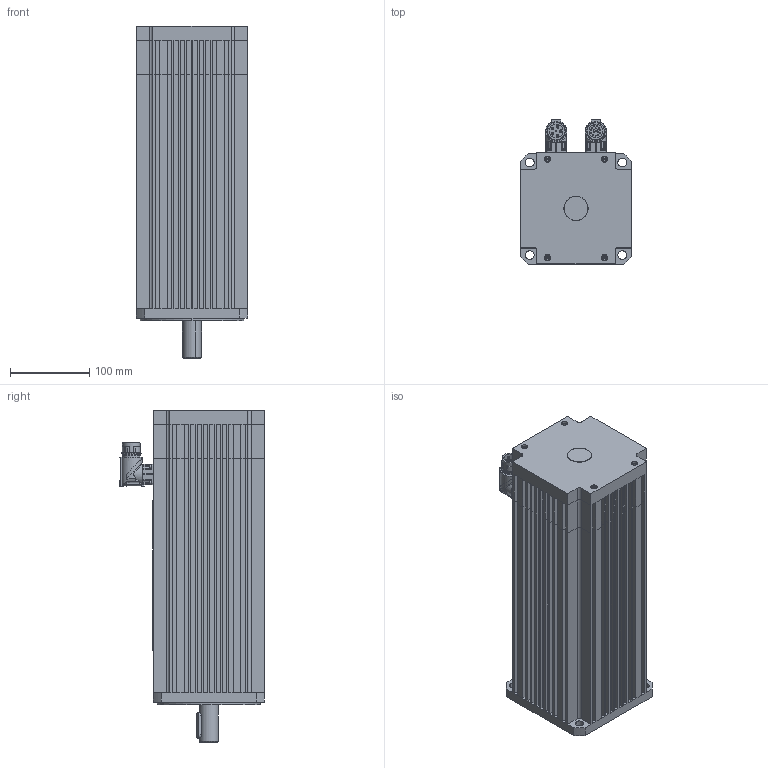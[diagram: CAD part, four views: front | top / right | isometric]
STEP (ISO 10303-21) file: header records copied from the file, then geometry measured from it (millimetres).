
FILE_DESCRIPTION((''),'2;1');
FILE_NAME('FP-3314 + Enc. Heiden. ECN-EQN 1100.stp','2012-09-14T09:53:39',('arodrigo'),(''),'Autodesk Inventor 9','Autodesk Inventor 9','');
FILE_SCHEMA(('AUTOMOTIVE_DESIGN { 1 0 10303 214 1 1 1 1 }'));
Length unit declared in the file: millimetre
Products named in the file (1): Pieza1
Bounding box: 140 x 182.15 x 418.4 mm (x, y, z)
Volume: 1061.6 mm3; surface area: 608643.2 mm2
Topology: 27 solids, 28 shells, 1644 faces, 4206 edges, 2548 vertices
Faces by surface type: plane 770, cylinder 482, bspline 158, cone 106, torus 66, sphere 62
Entity records: 50561 total; most frequent: CARTESIAN_POINT 11852, DIRECTION 8183, ORIENTED_EDGE 8040, EDGE_CURVE 4020, AXIS2_PLACEMENT_3D 3049, VERTEX_POINT 2532, VECTOR 2085, LINE 2085
